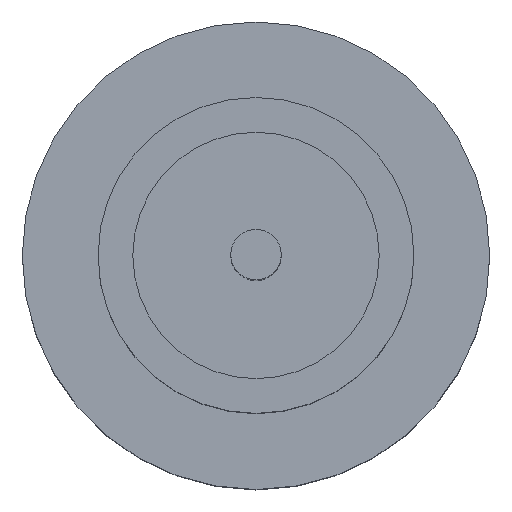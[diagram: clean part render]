
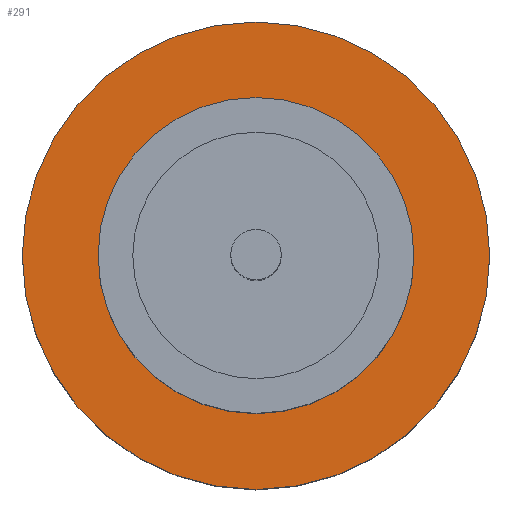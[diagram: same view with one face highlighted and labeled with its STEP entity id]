
A CAD part, top view. The second image highlights one B-rep face of the part: STEP entity #291.
In plain terms, the highlighted planar face has unit normal (0, 0, 1).
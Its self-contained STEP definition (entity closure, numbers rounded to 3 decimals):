
#1 = CIRCLE ( 'NONE', #455, 1.85 ) ;
#23 = DIRECTION ( 'NONE',  ( 1., 0., 0. ) ) ;
#39 = PLANE ( 'NONE',  #59 ) ;
#59 = AXIS2_PLACEMENT_3D ( 'NONE', #763, #489, #367 ) ;
#99 = AXIS2_PLACEMENT_3D ( 'NONE', #516, #442, #381 ) ;
#154 = DIRECTION ( 'NONE',  ( 1., 0., 0. ) ) ;
#159 = DIRECTION ( 'NONE',  ( 1., 0., 0. ) ) ;
#201 = CARTESIAN_POINT ( 'NONE',  ( 0., 0., 1.55 ) ) ;
#228 = CARTESIAN_POINT ( 'NONE',  ( 0., 0., 1.55 ) ) ;
#285 = DIRECTION ( 'NONE',  ( 0., 0., 1. ) ) ;
#291 = ADVANCED_FACE ( 'NONE', ( #719, #294 ), #39, .T. ) ;
#294 = FACE_OUTER_BOUND ( 'NONE', #384, .T. ) ;
#319 = CIRCLE ( 'NONE', #99, 1.25 ) ;
#343 = DIRECTION ( 'NONE',  ( 0., 0., 1. ) ) ;
#354 = CIRCLE ( 'NONE', #837, 1.25 ) ;
#359 = VERTEX_POINT ( 'NONE', #509 ) ;
#367 = DIRECTION ( 'NONE',  ( 1., 0., 0. ) ) ;
#381 = DIRECTION ( 'NONE',  ( 1., 0., 0. ) ) ;
#384 = EDGE_LOOP ( 'NONE', ( #488, #775 ) ) ;
#415 = CARTESIAN_POINT ( 'NONE',  ( 0., 0., 1.55 ) ) ;
#420 = AXIS2_PLACEMENT_3D ( 'NONE', #415, #285, #159 ) ;
#442 = DIRECTION ( 'NONE',  ( 0., 0., 1. ) ) ;
#455 = AXIS2_PLACEMENT_3D ( 'NONE', #201, #343, #154 ) ;
#475 = CARTESIAN_POINT ( 'NONE',  ( 1.25, 0., 1.55 ) ) ;
#476 = EDGE_CURVE ( 'NONE', #499, #818, #319, .T. ) ;
#488 = ORIENTED_EDGE ( 'NONE', *, *, #597, .T. ) ;
#489 = DIRECTION ( 'NONE',  ( 0., 0., 1. ) ) ;
#499 = VERTEX_POINT ( 'NONE', #590 ) ;
#502 = ORIENTED_EDGE ( 'NONE', *, *, #476, .F. ) ;
#509 = CARTESIAN_POINT ( 'NONE',  ( -1.85, 0., 1.55 ) ) ;
#516 = CARTESIAN_POINT ( 'NONE',  ( 0., 0., 1.55 ) ) ;
#543 = CARTESIAN_POINT ( 'NONE',  ( 1.85, 0., 1.55 ) ) ;
#590 = CARTESIAN_POINT ( 'NONE',  ( -1.25, 0., 1.55 ) ) ;
#597 = EDGE_CURVE ( 'NONE', #359, #766, #1, .T. ) ;
#689 = ORIENTED_EDGE ( 'NONE', *, *, #751, .F. ) ;
#719 = FACE_BOUND ( 'NONE', #741, .T. ) ;
#741 = EDGE_LOOP ( 'NONE', ( #689, #502 ) ) ;
#747 = DIRECTION ( 'NONE',  ( 0., 0., 1. ) ) ;
#751 = EDGE_CURVE ( 'NONE', #818, #499, #354, .T. ) ;
#763 = CARTESIAN_POINT ( 'NONE',  ( 0., 0., 1.55 ) ) ;
#764 = EDGE_CURVE ( 'NONE', #766, #359, #805, .T. ) ;
#766 = VERTEX_POINT ( 'NONE', #543 ) ;
#775 = ORIENTED_EDGE ( 'NONE', *, *, #764, .T. ) ;
#805 = CIRCLE ( 'NONE', #420, 1.85 ) ;
#818 = VERTEX_POINT ( 'NONE', #475 ) ;
#837 = AXIS2_PLACEMENT_3D ( 'NONE', #228, #747, #23 ) ;
